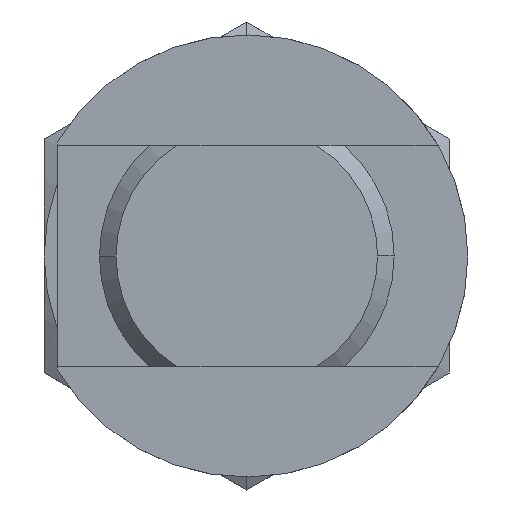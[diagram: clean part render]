
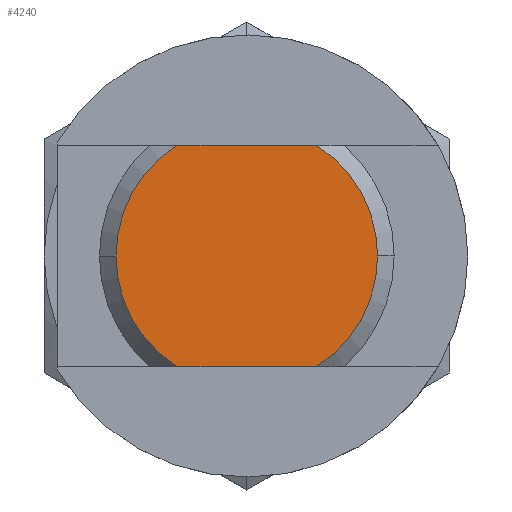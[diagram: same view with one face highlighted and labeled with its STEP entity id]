
A CAD part, front view. The second image highlights one B-rep face of the part: STEP entity #4240.
In plain terms, the highlighted planar face has unit normal (0, -1, 0).
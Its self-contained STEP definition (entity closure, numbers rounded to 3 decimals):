
#3389=CARTESIAN_POINT('',(7.1,0.0,0.));
#3390=VERTEX_POINT('',#3389);
#3397=CARTESIAN_POINT('',(3.796,0.0,-6.));
#3398=VERTEX_POINT('',#3397);
#3399=CARTESIAN_POINT('',(0.0,0.0,0.0));
#3400=DIRECTION('',(0.0,1.0,0.0));
#3401=DIRECTION('',(1.0,0.0,0.0));
#3402=AXIS2_PLACEMENT_3D('',#3399,#3400,#3401);
#3403=CIRCLE('',#3402,7.1);
#3404=EDGE_CURVE('',#3390,#3398,#3403,.T.);
#3478=CARTESIAN_POINT('',(-7.1,0.0,0.));
#3479=VERTEX_POINT('',#3478);
#3486=CARTESIAN_POINT('',(-3.796,0.0,6.));
#3487=VERTEX_POINT('',#3486);
#3488=CARTESIAN_POINT('',(0.0,0.0,0.0));
#3489=DIRECTION('',(0.0,1.0,0.0));
#3490=DIRECTION('',(-1.0,0.0,0.0));
#3491=AXIS2_PLACEMENT_3D('',#3488,#3489,#3490);
#3492=CIRCLE('',#3491,7.1);
#3493=EDGE_CURVE('',#3479,#3487,#3492,.T.);
#3527=CARTESIAN_POINT('',(-3.796,0.0,-6.));
#3528=VERTEX_POINT('',#3527);
#3542=CARTESIAN_POINT('',(0.0,0.0,0.0));
#3543=DIRECTION('',(0.0,1.0,0.0));
#3544=DIRECTION('',(-1.0,0.0,0.0));
#3545=AXIS2_PLACEMENT_3D('',#3542,#3543,#3544);
#3546=CIRCLE('',#3545,7.1);
#3547=EDGE_CURVE('',#3528,#3479,#3546,.T.);
#3583=CARTESIAN_POINT('',(3.796,0.0,6.));
#3584=VERTEX_POINT('',#3583);
#3585=CARTESIAN_POINT('',(3.796,0.0,6.));
#3586=DIRECTION('',(-1.0,0.0,0.0));
#3587=VECTOR('',#3586,7.592);
#3588=LINE('',#3585,#3587);
#3589=EDGE_CURVE('',#3584,#3487,#3588,.T.);
#3656=CARTESIAN_POINT('',(0.0,0.0,0.0));
#3657=DIRECTION('',(0.0,1.0,0.0));
#3658=DIRECTION('',(1.0,0.0,0.0));
#3659=AXIS2_PLACEMENT_3D('',#3656,#3657,#3658);
#3660=CIRCLE('',#3659,7.1);
#3661=EDGE_CURVE('',#3584,#3390,#3660,.T.);
#3738=CARTESIAN_POINT('',(-3.796,0.0,-6.));
#3739=DIRECTION('',(1.0,0.0,0.0));
#3740=VECTOR('',#3739,7.592);
#3741=LINE('',#3738,#3740);
#3742=EDGE_CURVE('',#3528,#3398,#3741,.T.);
#4227=CARTESIAN_POINT('',(-4.,0.0,0.0));
#4228=DIRECTION('',(0.0,-1.0,0.0));
#4229=DIRECTION('',(0.0,0.0,-1.0));
#4230=AXIS2_PLACEMENT_3D('',#4227,#4228,#4229);
#4231=PLANE('',#4230);
#4232=ORIENTED_EDGE('',*,*,#3547,.F.);
#4233=ORIENTED_EDGE('',*,*,#3742,.T.);
#4234=ORIENTED_EDGE('',*,*,#3404,.F.);
#4235=ORIENTED_EDGE('',*,*,#3661,.F.);
#4236=ORIENTED_EDGE('',*,*,#3589,.T.);
#4237=ORIENTED_EDGE('',*,*,#3493,.F.);
#4238=EDGE_LOOP('',(#4232,#4233,#4234,#4235,#4236,#4237));
#4239=FACE_OUTER_BOUND('',#4238,.T.);
#4240=ADVANCED_FACE('',(#4239),#4231,.T.);
